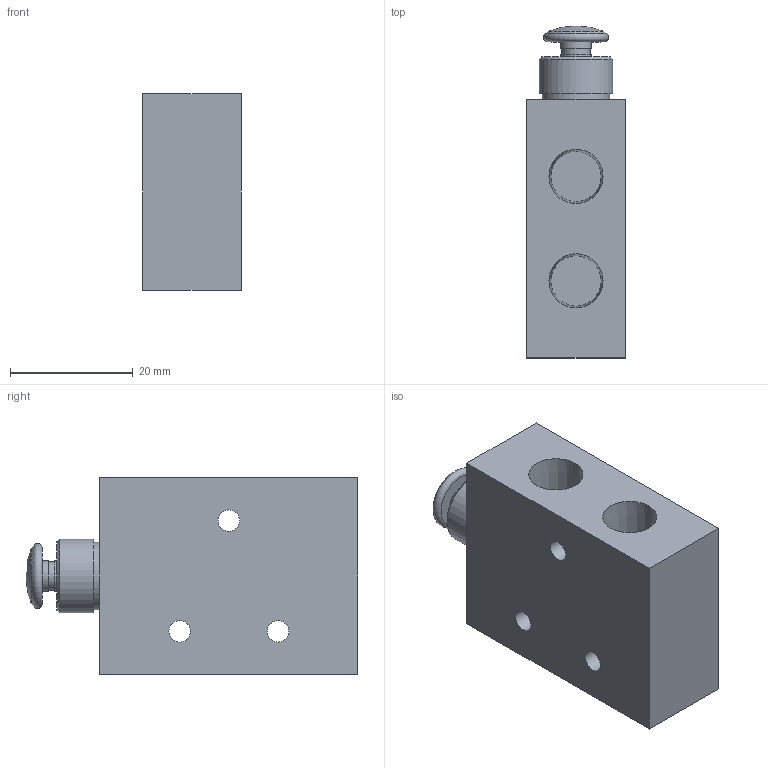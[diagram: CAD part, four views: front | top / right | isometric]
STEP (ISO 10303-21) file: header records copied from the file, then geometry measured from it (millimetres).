
FILE_DESCRIPTION( ( 'STEP AP203' ), '1' );
FILE_NAME( 'MVHA-41P.stp', '2020-04-23T09:52:05', ( 'License CC BY-ND 4.0' ), ( 'CADENAS' ), ' ', 'PARTsolutions', ' ' );
FILE_SCHEMA( ( 'CONFIG_CONTROL_DESIGN' ) );
Length unit declared in the file: millimetre
Products named in the file (1): _MVHA-41P
Bounding box: 16 x 54 x 32 mm (x, y, z)
Volume: 20076.9 mm3; surface area: 7029.9 mm2
Topology: 1 solids, 1 shells, 35 faces, 65 edges, 42 vertices
Faces by surface type: plane 16, cylinder 10, cone 7, torus 1, sphere 1
Full cylindrical faces by diameter (mm): 3.5 x3, 4.134 x2, 4.6 x1, 5 x2, 11 x1, 12 x1
Entity records: 830 total; most frequent: DIRECTION 148, CARTESIAN_POINT 122, ORIENTED_EDGE 88, EDGE_LOOP 70, AXIS2_PLACEMENT_3D 68, FACE_OUTER_BOUND 46, EDGE_CURVE 44, VERTEX_POINT 42
